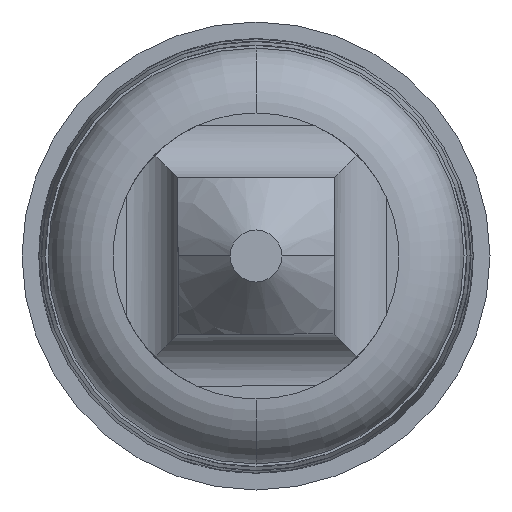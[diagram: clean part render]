
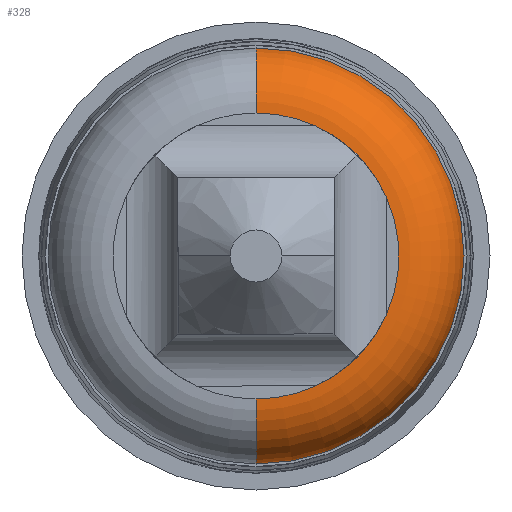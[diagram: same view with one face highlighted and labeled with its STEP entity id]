
A CAD part, front view. The second image highlights one B-rep face of the part: STEP entity #328.
In plain terms, the highlighted toroidal (fillet/blend) face has major radius 0.55 mm and minor radius 0.25 mm.
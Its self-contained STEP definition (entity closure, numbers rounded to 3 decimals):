
#84 = VERTEX_POINT ( 'NONE', #3097 ) ;
#216 = VERTEX_POINT ( 'NONE', #1065 ) ;
#253 = CIRCLE ( 'NONE', #2998, 0.55 ) ;
#304 = ORIENTED_EDGE ( 'NONE', *, *, #3869, .F. ) ;
#328 = ADVANCED_FACE ( 'Defeature ausgef�hrt1_56', ( #2905 ), #1158, .T. ) ;
#512 = AXIS2_PLACEMENT_3D ( 'NONE', #2285, #3191, #2270 ) ;
#532 = ORIENTED_EDGE ( 'NONE', *, *, #4862, .T. ) ;
#613 = AXIS2_PLACEMENT_3D ( 'NONE', #636, #4232, #1548 ) ;
#636 = CARTESIAN_POINT ( 'NONE',  ( 0., -22.5, 0. ) ) ;
#695 = ORIENTED_EDGE ( 'NONE', *, *, #1540, .T. ) ;
#954 = ORIENTED_EDGE ( 'NONE', *, *, #4628, .F. ) ;
#1008 = CARTESIAN_POINT ( 'NONE',  ( 0., -22.25, 0.55 ) ) ;
#1023 = EDGE_CURVE ( 'Defeature ausgef�hrt1_56+Defeature ausgef�hrt1_46+Defeature ausgef�hrt1_39+Defeature ausgef�hrt1_38', #2696, #84, #1102, .T. ) ;
#1053 = VERTEX_POINT ( 'NONE', #5097 ) ;
#1065 = CARTESIAN_POINT ( 'NONE',  ( 0.5, -22.5, 0.229 ) ) ;
#1102 = CIRCLE ( 'NONE', #613, 0.55 ) ;
#1128 = AXIS2_PLACEMENT_3D ( 'NONE', #4990, #4056, #2281 ) ;
#1132 = DIRECTION ( 'NONE',  ( 0., 1., 0. ) ) ;
#1158 = TOROIDAL_SURFACE ( 'NONE', #1977, 0.55, 0.25 ) ;
#1212 = CARTESIAN_POINT ( 'NONE',  ( 0., -22.5, -0.55 ) ) ;
#1252 = DIRECTION ( 'NONE',  ( 0., 1., 0. ) ) ;
#1254 = CARTESIAN_POINT ( 'NONE',  ( 0., -22.25, 0. ) ) ;
#1308 = CIRCLE ( 'NONE', #1599, 0.25 ) ;
#1333 = CARTESIAN_POINT ( 'NONE',  ( 0.5, -22.5, -0.229 ) ) ;
#1376 = VERTEX_POINT ( 'NONE', #4851 ) ;
#1460 = DIRECTION ( 'NONE',  ( 0., 0., 1. ) ) ;
#1526 = CIRCLE ( 'NONE', #512, 0.55 ) ;
#1531 = ORIENTED_EDGE ( 'NONE', *, *, #2200, .F. ) ;
#1540 = EDGE_CURVE ( 'NONE', #5608, #4745, #2411, .T. ) ;
#1548 = DIRECTION ( 'NONE',  ( 0., 0., 1. ) ) ;
#1554 = DIRECTION ( 'NONE',  ( 0., 0., 1. ) ) ;
#1599 = AXIS2_PLACEMENT_3D ( 'NONE', #1008, #1861, #1460 ) ;
#1625 = DIRECTION ( 'NONE',  ( 0., 0., 1. ) ) ;
#1861 = DIRECTION ( 'NONE',  ( -1., 0., 0. ) ) ;
#1977 = AXIS2_PLACEMENT_3D ( 'NONE', #5302, #1252, #3939 ) ;
#2002 = ORIENTED_EDGE ( 'NONE', *, *, #5529, .F. ) ;
#2200 = EDGE_CURVE ( 'Defeature ausgef�hrt1_38+Defeature ausgef�hrt1_56+Defeature ausgef�hrt1_53+Defeature ausgef�hrt1_53', #5608, #84, #4982, .T. ) ;
#2258 = DIRECTION ( 'NONE',  ( 0., 0., -1. ) ) ;
#2270 = DIRECTION ( 'NONE',  ( 0., 0., 1. ) ) ;
#2281 = DIRECTION ( 'NONE',  ( 0., 0., 1. ) ) ;
#2285 = CARTESIAN_POINT ( 'NONE',  ( 0., -22.5, 0. ) ) ;
#2411 = CIRCLE ( 'NONE', #2824, 0.25 ) ;
#2666 = DIRECTION ( 'NONE',  ( 0., 0., 1. ) ) ;
#2681 = CARTESIAN_POINT ( 'NONE',  ( 0., -22.5, 0. ) ) ;
#2696 = VERTEX_POINT ( 'NONE', #1333 ) ;
#2727 = EDGE_CURVE ( 'NONE', #4470, #1053, #1308, .T. ) ;
#2824 = AXIS2_PLACEMENT_3D ( 'NONE', #4065, #4023, #2258 ) ;
#2905 = FACE_OUTER_BOUND ( 'NONE', #3701, .T. ) ;
#2972 = CARTESIAN_POINT ( 'NONE',  ( 0., -22.5, 0.55 ) ) ;
#2998 = AXIS2_PLACEMENT_3D ( 'NONE', #5172, #1132, #1554 ) ;
#3097 = CARTESIAN_POINT ( 'NONE',  ( 0.229, -22.5, -0.5 ) ) ;
#3191 = DIRECTION ( 'NONE',  ( 0., -1., 0. ) ) ;
#3701 = EDGE_LOOP ( 'NONE', ( #1531, #695, #2002, #4351, #304, #532, #954, #5278 ) ) ;
#3869 = EDGE_CURVE ( 'Defeature ausgef�hrt1_48+Defeature ausgef�hrt1_56+Defeature ausgef�hrt1_52+Defeature ausgef�hrt1_52', #1376, #4470, #5130, .T. ) ;
#3939 = DIRECTION ( 'NONE',  ( 0., 0., 1. ) ) ;
#4023 = DIRECTION ( 'NONE',  ( 1., 0., 0. ) ) ;
#4056 = DIRECTION ( 'NONE',  ( 0., -1., 0. ) ) ;
#4065 = CARTESIAN_POINT ( 'NONE',  ( 0., -22.25, -0.55 ) ) ;
#4232 = DIRECTION ( 'NONE',  ( 0., 1., 0. ) ) ;
#4262 = CIRCLE ( 'NONE', #5729, 0.8 ) ;
#4351 = ORIENTED_EDGE ( 'NONE', *, *, #2727, .F. ) ;
#4470 = VERTEX_POINT ( 'NONE', #2972 ) ;
#4628 = EDGE_CURVE ( 'Defeature ausgef�hrt1_39+Defeature ausgef�hrt1_56+Defeature ausgef�hrt1_50+Defeature ausgef�hrt1_50', #2696, #216, #1526, .T. ) ;
#4745 = VERTEX_POINT ( 'NONE', #5265 ) ;
#4777 = DIRECTION ( 'NONE',  ( 0., 1., 0. ) ) ;
#4851 = CARTESIAN_POINT ( 'NONE',  ( 0.229, -22.5, 0.5 ) ) ;
#4862 = EDGE_CURVE ( 'Defeature ausgef�hrt1_56+Defeature ausgef�hrt1_44+Defeature ausgef�hrt1_48+Defeature ausgef�hrt1_39', #1376, #216, #253, .T. ) ;
#4982 = CIRCLE ( 'NONE', #5033, 0.55 ) ;
#4990 = CARTESIAN_POINT ( 'NONE',  ( 0., -22.5, 0. ) ) ;
#5033 = AXIS2_PLACEMENT_3D ( 'NONE', #2681, #5378, #2666 ) ;
#5097 = CARTESIAN_POINT ( 'NONE',  ( 0., -22.25, 0.8 ) ) ;
#5130 = CIRCLE ( 'NONE', #1128, 0.55 ) ;
#5172 = CARTESIAN_POINT ( 'NONE',  ( 0., -22.5, 0. ) ) ;
#5265 = CARTESIAN_POINT ( 'NONE',  ( 0., -22.25, -0.8 ) ) ;
#5278 = ORIENTED_EDGE ( 'NONE', *, *, #1023, .T. ) ;
#5302 = CARTESIAN_POINT ( 'NONE',  ( 0., -22.25, 0. ) ) ;
#5378 = DIRECTION ( 'NONE',  ( 0., -1., 0. ) ) ;
#5529 = EDGE_CURVE ( 'Defeature ausgef�hrt1_47+Defeature ausgef�hrt1_56+Defeature ausgef�hrt1_56+Defeature ausgef�hrt1_56', #1053, #4745, #4262, .T. ) ;
#5608 = VERTEX_POINT ( 'NONE', #1212 ) ;
#5729 = AXIS2_PLACEMENT_3D ( 'NONE', #1254, #4777, #1625 ) ;
